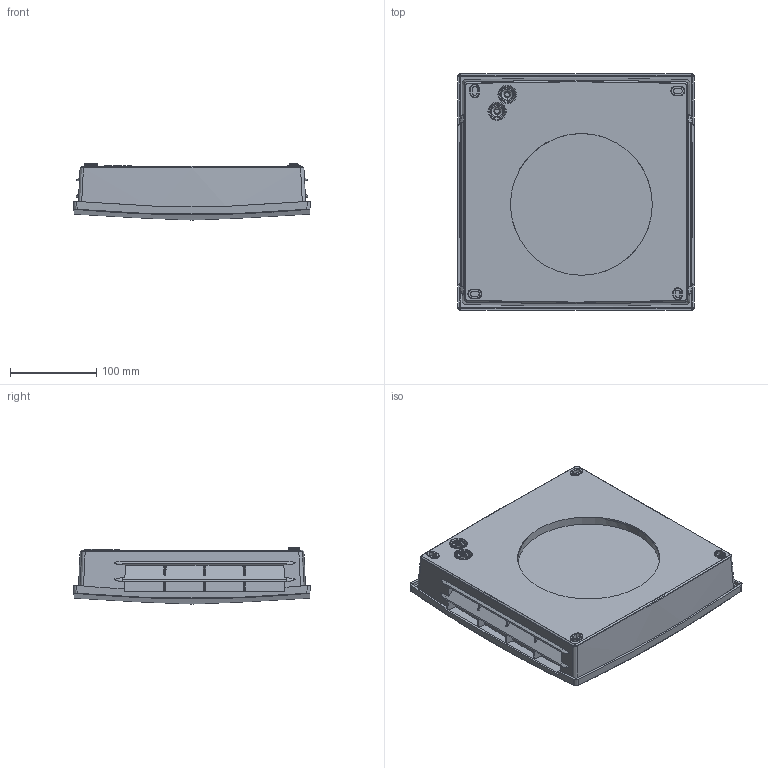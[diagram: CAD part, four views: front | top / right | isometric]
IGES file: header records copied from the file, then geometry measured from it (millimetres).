
Start section: Elysium IGES Interface
Global section: file name: 100H0093.1498 PPB 30 AK Außenabdeckung Kunststoff.igs; native system: PTC Creo Elements/Direct Modeling 19.0C  15-Aug-2015; preprocessor: Creo Element/Direct IGES_3D V2.2; author: Unknown; organization: Unknown; date: 20180119.151903; units: millimetre
Bounding box: 275.01 x 275.01 x 65.25 mm (x, y, z)
Volume: 3666420.9 mm3; surface area: 284609.8 mm2
Topology: 1 solids, 15 shells, 504 faces, 1285 edges, 812 vertices
Faces by surface type: bspline 504
